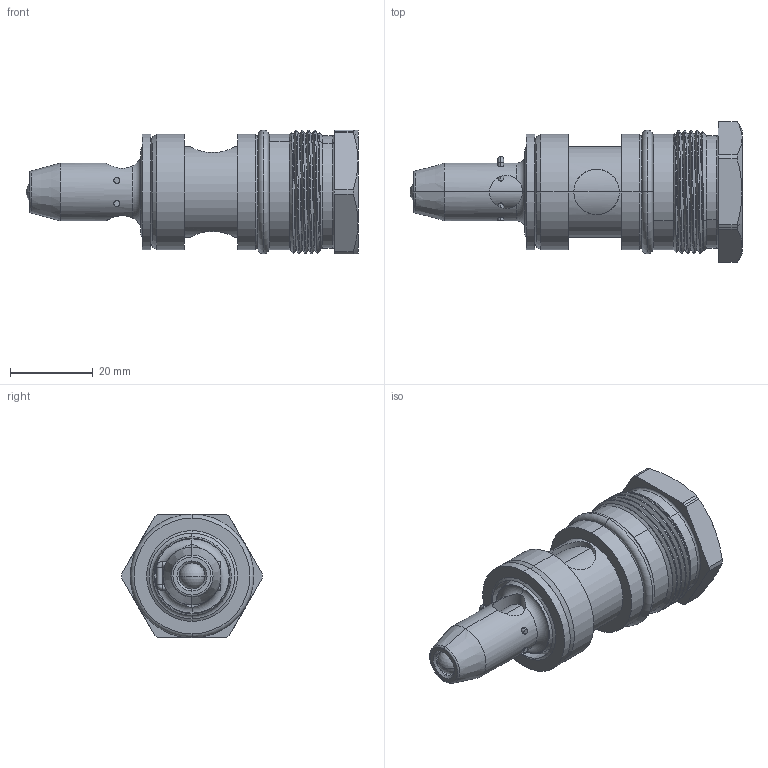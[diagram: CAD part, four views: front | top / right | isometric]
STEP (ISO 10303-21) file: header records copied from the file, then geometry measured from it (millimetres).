
FILE_DESCRIPTION (( 'STEP AP203' ), '1' );
FILE_NAME ('RD30R20-N.STEP', '2022-07-05T02:09:05', ( '' ), ( '' ), 'SwSTEP 2.0', 'SolidWorks 2018', '' );
FILE_SCHEMA (( 'CONFIG_CONTROL_DESIGN' ));
Length unit declared in the file: millimetre
Products named in the file (1): RD30R20-N
Bounding box: 80.36 x 34 x 30 mm (x, y, z)
Volume: 33323.9 mm3; surface area: 10212.5 mm2
Topology: 3 solids, 3 shells, 136 faces, 322 edges, 194 vertices
Faces by surface type: cylinder 66, cone 32, plane 17, torus 16, bspline 3, sphere 2
Entity records: 6347 total; most frequent: CARTESIAN_POINT 3253, ORIENTED_EDGE 644, DIRECTION 615, EDGE_CURVE 322, AXIS2_PLACEMENT_3D 257, VERTEX_POINT 194, EDGE_LOOP 152, FACE_OUTER_BOUND 136
